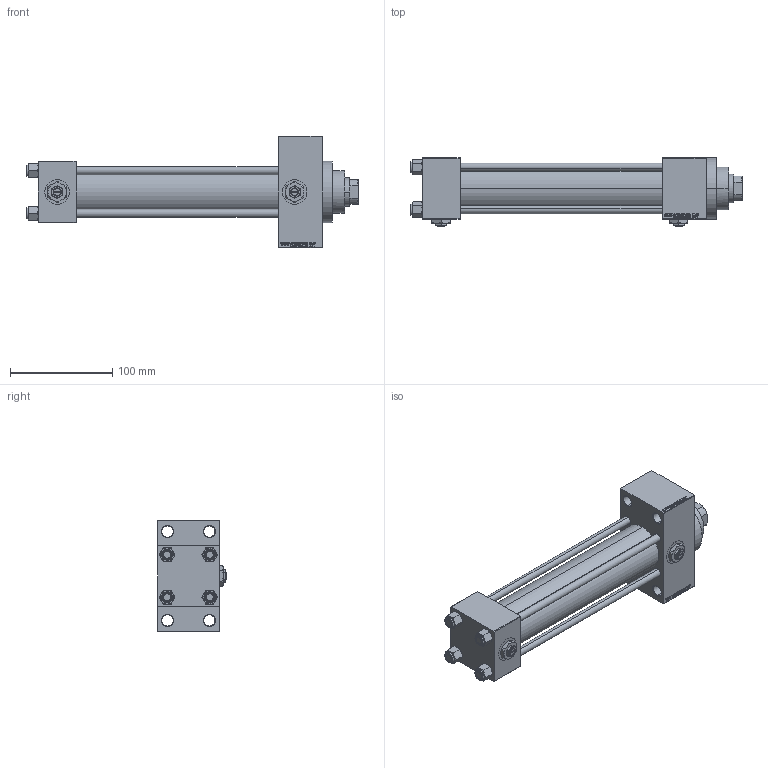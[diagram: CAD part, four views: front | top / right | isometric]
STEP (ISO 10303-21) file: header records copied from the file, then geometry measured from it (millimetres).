
FILE_DESCRIPTION (( 'STEP AP203' ), '1' );
FILE_NAME ('6b75.STEP', '2022-04-16T04:59:53', ( '' ), ( '' ), 'SwSTEP 2.0', 'SolidWorks 2019', '' );
FILE_SCHEMA (( 'CONFIG_CONTROL_DESIGN' ));
Length unit declared in the file: millimetre
Products named in the file (7): NUT_M5_D 390c458c1933fec6a95620829873806d; V215CR_D_TYCINKA 390c458c1933fec6a95620829873806d; V215CR_D_Body 390c458c1933fec6a95620829873806d; 6b75; Zatka_pro_OIL_PORT 390c458c1933fec6a95620829873806d; V215_VC_A 390c458c1933fec6a95620829873806d; V215CR_VCP_D 390c458c1933fec6a95620829873806d
Assembly tree (13 placements, depth 2):
  6b75
    V215CR_D_Body 390c458c1933fec6a95620829873806d
    V215CR_VCP_D 390c458c1933fec6a95620829873806d
    NUT_M5_D 390c458c1933fec6a95620829873806d  x4
    V215CR_D_TYCINKA 390c458c1933fec6a95620829873806d  x4
    V215_VC_A 390c458c1933fec6a95620829873806d
    Zatka_pro_OIL_PORT 390c458c1933fec6a95620829873806d  x2
Bounding box: 325 x 67 x 109 mm (x, y, z)
Volume: 702825.6 mm3; surface area: 194658.4 mm2
Topology: 13 solids, 13 shells, 1216 faces, 3012 edges, 1937 vertices
Faces by surface type: plane 550, bspline 368, cone 186, cylinder 104, torus 8
Entity records: 49597 total; most frequent: CARTESIAN_POINT 25742, ORIENTED_EDGE 5324, DIRECTION 3522, EDGE_CURVE 2662, VERTEX_POINT 1735, VECTOR 1560, LINE 1560, EDGE_LOOP 1191
